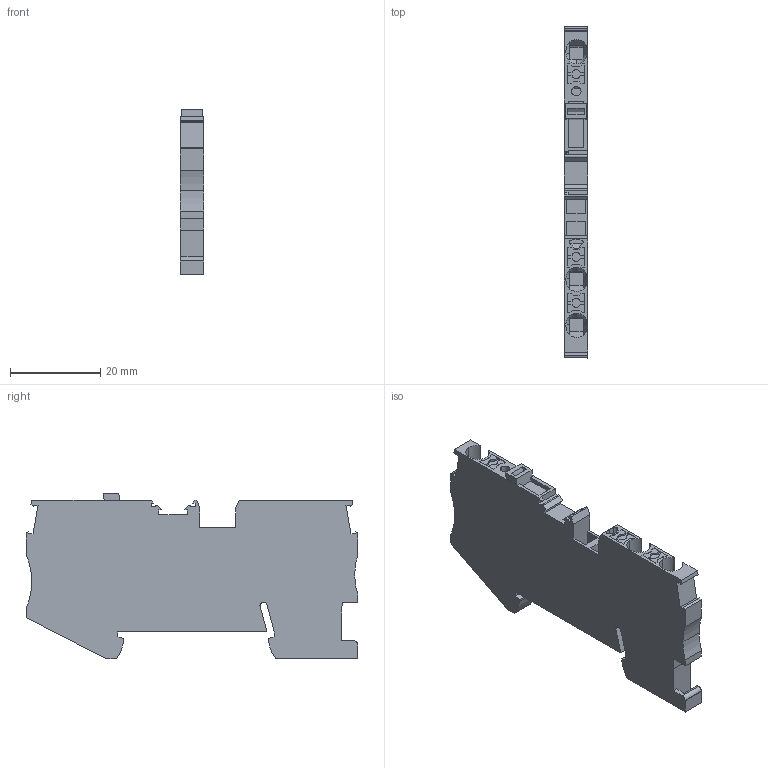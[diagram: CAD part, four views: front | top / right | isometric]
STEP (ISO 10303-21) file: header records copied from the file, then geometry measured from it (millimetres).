
FILE_DESCRIPTION(('STEP AP214'),'1');
FILE_NAME('cctmp_889C7083-24E7-43C7-8C85-18C85FCC5DA1_2023_07_24_09_15_41_0407..stp','2023-07-24T07:15:41',('SIEMENS A&D'),('CADClick - www.CADClick.com'),'Spatial InterOp 3D postprocessed',' ','unknown authorization');
FILE_SCHEMA(('AUTOMOTIVE_DESIGN'));
Length unit declared in the file: millimetre
Products named in the file (1): 2023_07_24_09_15_41_0399
Bounding box: 5.15 x 73.7 x 36.85 mm (x, y, z)
Volume: 9936.7 mm3; surface area: 6935.5 mm2
Topology: 1 solids, 1 shells, 261 faces, 747 edges, 495 vertices
Faces by surface type: plane 201, cylinder 45, cone 6, torus 6, extrusion 3
Entity records: 11290 total; most frequent: CARTESIAN_POINT 3634, ORIENTED_EDGE 1494, DIRECTION 1324, EDGE_CURVE 747, VECTOR 610, LINE 607, VERTEX_POINT 495, AXIS2_PLACEMENT_3D 357
